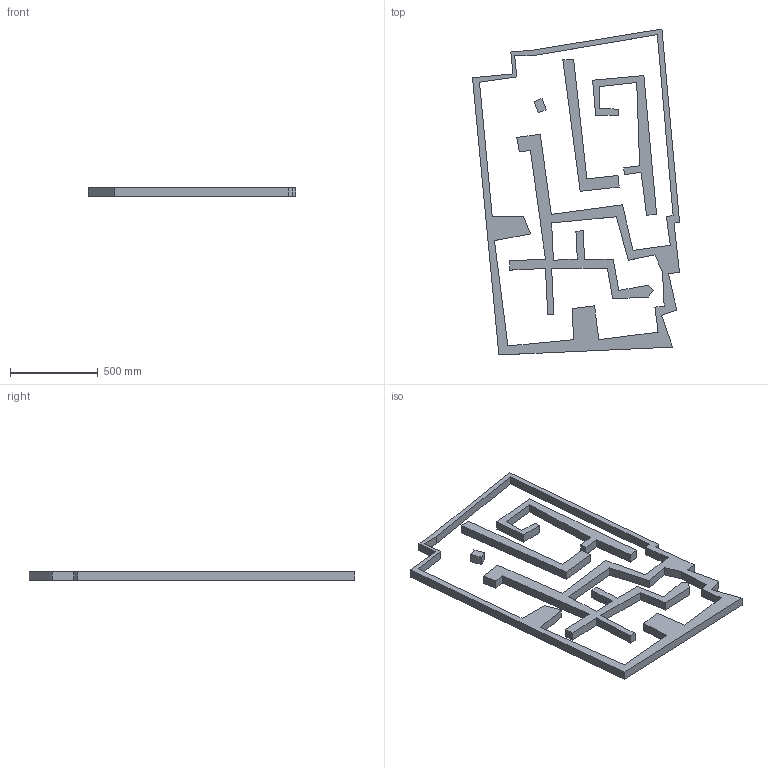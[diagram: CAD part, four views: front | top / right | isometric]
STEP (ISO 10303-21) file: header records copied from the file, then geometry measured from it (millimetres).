
FILE_DESCRIPTION(/* description */ (''),/* implementation_level */ '2;1');
FILE_NAME(/* name */ 'Arena v1.step',/* time_stamp */ '2022-01-23T18:11:24+01:00',/* author */ (''),/* organization */ (''),/* preprocessor_version */ 'ST-DEVELOPER v18.1',/* originating_system */ 'Autodesk Translation Framework v10.10.0.1391',/* authorisation */ '');
FILE_SCHEMA (('AUTOMOTIVE_DESIGN { 1 0 10303 214 3 1 1 }'));
Length unit declared in the file: millimetre
Products named in the file (1): Arena
Bounding box: 1176.89 x 1851.87 x 50 mm (x, y, z)
Volume: 28067021.4 mm3; surface area: 2266255.7 mm2
Topology: 4 solids, 4 shells, 96 faces, 264 edges, 176 vertices
Faces by surface type: plane 96
Entity records: 3022 total; most frequent: CARTESIAN_POINT 537, ORIENTED_EDGE 528, DIRECTION 458, LINE 264, VECTOR 264, EDGE_CURVE 264, VERTEX_POINT 176, EDGE_LOOP 98
